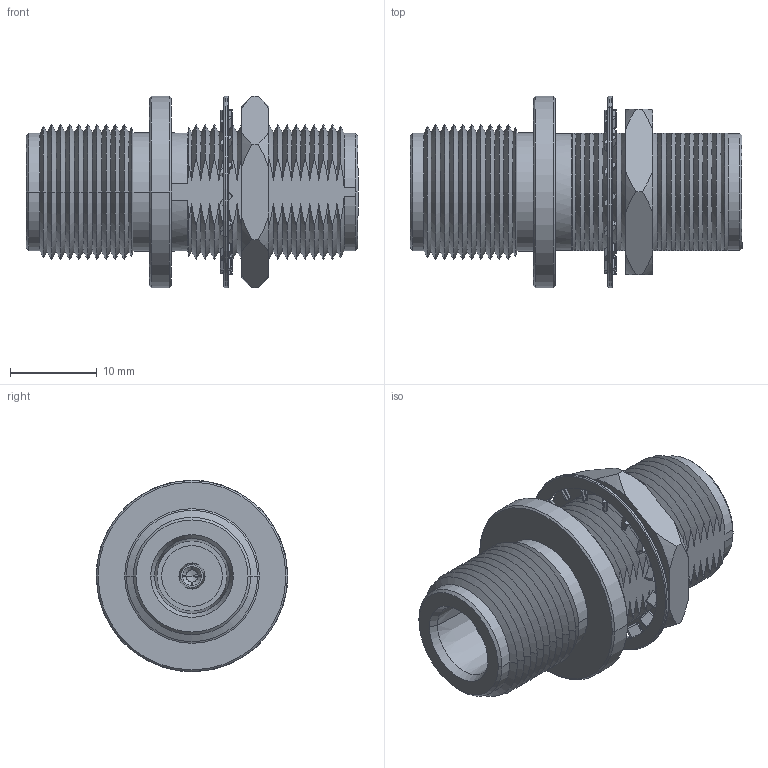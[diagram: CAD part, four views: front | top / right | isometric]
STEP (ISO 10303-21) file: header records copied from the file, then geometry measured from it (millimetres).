
FILE_DESCRIPTION (( 'STEP AP214' ), '1' );
FILE_NAME ('AXA-NFNFB.STEP', '2010-03-18T21:57:55', ( ' ' ), ( ' ' ), 'SwSTEP 2.0', 'SolidWorks 2008', '' );
FILE_SCHEMA (( 'AUTOMOTIVE_DESIGN' ));
Length unit declared in the file: millimetre
Products named in the file (4): AXA-NFNFB_body; 3AA02-017-2; LOCKWASH-INT.625; AXA-NFNFB
Assembly tree (3 placements, depth 2):
  AXA-NFNFB
    3AA02-017-2
    LOCKWASH-INT.625
    AXA-NFNFB_body
Bounding box: 38.2 x 22.03 x 22.03 mm (x, y, z)
Volume: 6064.9 mm3; surface area: 5390.2 mm2
Topology: 3 solids, 3 shells, 695 faces, 1837 edges, 1088 vertices
Faces by surface type: plane 198, cone 178, cylinder 157, sphere 94, bspline 64, torus 4
Entity records: 23229 total; most frequent: CARTESIAN_POINT 5596, ORIENTED_EDGE 3538, DIRECTION 3379, EDGE_CURVE 1769, AXIS2_PLACEMENT_3D 1323, VERTEX_POINT 1056, VECTOR 733, LINE 733
